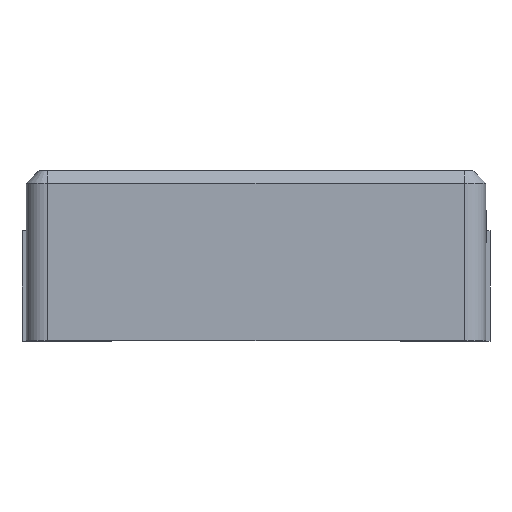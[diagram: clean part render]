
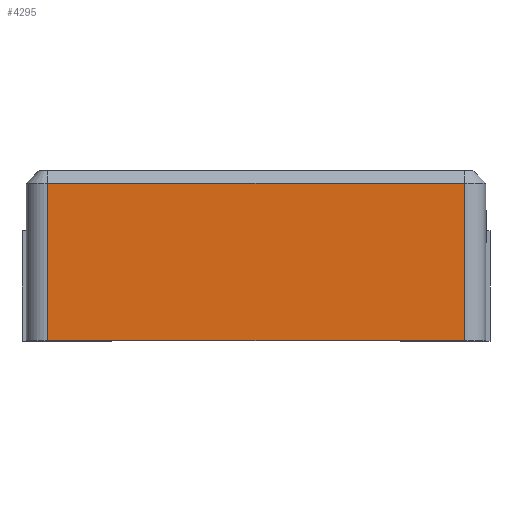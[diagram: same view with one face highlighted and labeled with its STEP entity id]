
A CAD part, front view. The second image highlights one B-rep face of the part: STEP entity #4295.
In plain terms, the highlighted planar face has unit normal (0, -1, 0).
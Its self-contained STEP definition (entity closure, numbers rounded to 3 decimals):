
#525 = ORIENTED_EDGE ( 'NONE', *, *, #20566, .T. ) ;
#797 = VERTEX_POINT ( 'NONE', #6617 ) ;
#1686 = CARTESIAN_POINT ( 'NONE',  ( 4.9, -5., 3.7 ) ) ;
#1733 = CARTESIAN_POINT ( 'NONE',  ( 4.9, -5., 4. ) ) ;
#1806 = VECTOR ( 'NONE', #18036, 1000. ) ;
#2546 = DIRECTION ( 'NONE',  ( 0., 0., 1. ) ) ;
#3575 = CARTESIAN_POINT ( 'NONE',  ( -5.4, -5., 0. ) ) ;
#3846 = ORIENTED_EDGE ( 'NONE', *, *, #4107, .T. ) ;
#4107 = EDGE_CURVE ( 'NONE', #10059, #4715, #9902, .T. ) ;
#4295 = ADVANCED_FACE ( 'NONE', ( #14929 ), #13325, .F. ) ;
#4715 = VERTEX_POINT ( 'NONE', #1686 ) ;
#5945 = VECTOR ( 'NONE', #12922, 1000. ) ;
#6617 = CARTESIAN_POINT ( 'NONE',  ( -4.9, -5., 3.7 ) ) ;
#8715 = ORIENTED_EDGE ( 'NONE', *, *, #8897, .T. ) ;
#8897 = EDGE_CURVE ( 'NONE', #13092, #10059, #12803, .T. ) ;
#9902 = LINE ( 'NONE', #1733, #5945 ) ;
#10059 = VERTEX_POINT ( 'NONE', #14132 ) ;
#10644 = CARTESIAN_POINT ( 'NONE',  ( -5.4, -5., 4. ) ) ;
#11120 = EDGE_CURVE ( 'NONE', #797, #13092, #19392, .T. ) ;
#12803 = LINE ( 'NONE', #3575, #18206 ) ;
#12922 = DIRECTION ( 'NONE',  ( 0., 0., 1. ) ) ;
#13092 = VERTEX_POINT ( 'NONE', #13871 ) ;
#13170 = CARTESIAN_POINT ( 'NONE',  ( -4.9, -5., 4. ) ) ;
#13325 = PLANE ( 'NONE',  #20734 ) ;
#13865 = DIRECTION ( 'NONE',  ( 0., 1., 0. ) ) ;
#13871 = CARTESIAN_POINT ( 'NONE',  ( -4.9, -5., 0. ) ) ;
#14132 = CARTESIAN_POINT ( 'NONE',  ( 4.9, -5., 0. ) ) ;
#14929 = FACE_OUTER_BOUND ( 'NONE', #16765, .T. ) ;
#16059 = LINE ( 'NONE', #19508, #1806 ) ;
#16765 = EDGE_LOOP ( 'NONE', ( #3846, #525, #18515, #8715 ) ) ;
#16939 = VECTOR ( 'NONE', #19587, 1000. ) ;
#18036 = DIRECTION ( 'NONE',  ( -1., 0., 0. ) ) ;
#18206 = VECTOR ( 'NONE', #19347, 1000. ) ;
#18515 = ORIENTED_EDGE ( 'NONE', *, *, #11120, .T. ) ;
#19347 = DIRECTION ( 'NONE',  ( 1., 0., 0. ) ) ;
#19392 = LINE ( 'NONE', #13170, #16939 ) ;
#19508 = CARTESIAN_POINT ( 'NONE',  ( -4.9, -5., 3.7 ) ) ;
#19587 = DIRECTION ( 'NONE',  ( 0., 0., -1. ) ) ;
#20566 = EDGE_CURVE ( 'NONE', #4715, #797, #16059, .T. ) ;
#20734 = AXIS2_PLACEMENT_3D ( 'NONE', #10644, #13865, #2546 ) ;
